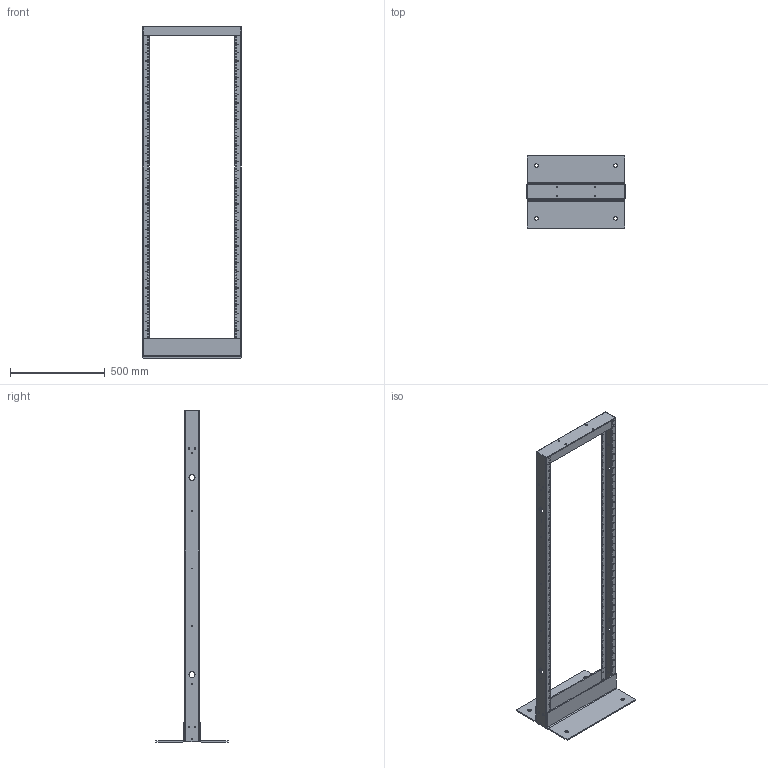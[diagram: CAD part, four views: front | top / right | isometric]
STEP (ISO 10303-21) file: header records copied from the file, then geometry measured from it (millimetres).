
FILE_DESCRIPTION (( 'STEP AP203' ), '1' );
FILE_NAME ('DNRR63HDW.step', '2020-11-12T17:06:36', ( 'ADC123' ), ( 'Microsoft' ), 'SwSTEP 2.0', 'SolidWorks 2019', '' );
FILE_SCHEMA (( 'CONFIG_CONTROL_DESIGN' ));
Length unit declared in the file: inch
Products named in the file (1): DNRR63HDW
Bounding box: 522.28 x 381 x 1754.99 mm (x, y, z)
Volume: 3308976.9 mm3; surface area: 1701257.3 mm2
Topology: 9 solids, 9 shells, 1286 faces, 3368 edges, 2244 vertices
Faces by surface type: plane 762, cylinder 520, cone 4
Full cylindrical faces by diameter (mm): 4.496 x454, 4.775 x4, 6.35 x6, 6.528 x16, 7.137 x4, 9.525 x8, 19.05 x4, 31.75 x4
Entity records: 39235 total; most frequent: DIRECTION 6482, CARTESIAN_POINT 6395, ORIENTED_EDGE 5728, EDGE_LOOP 2918, EDGE_CURVE 2864, AXIS2_PLACEMENT_3D 2331, VERTEX_POINT 2244, LINE 1820
